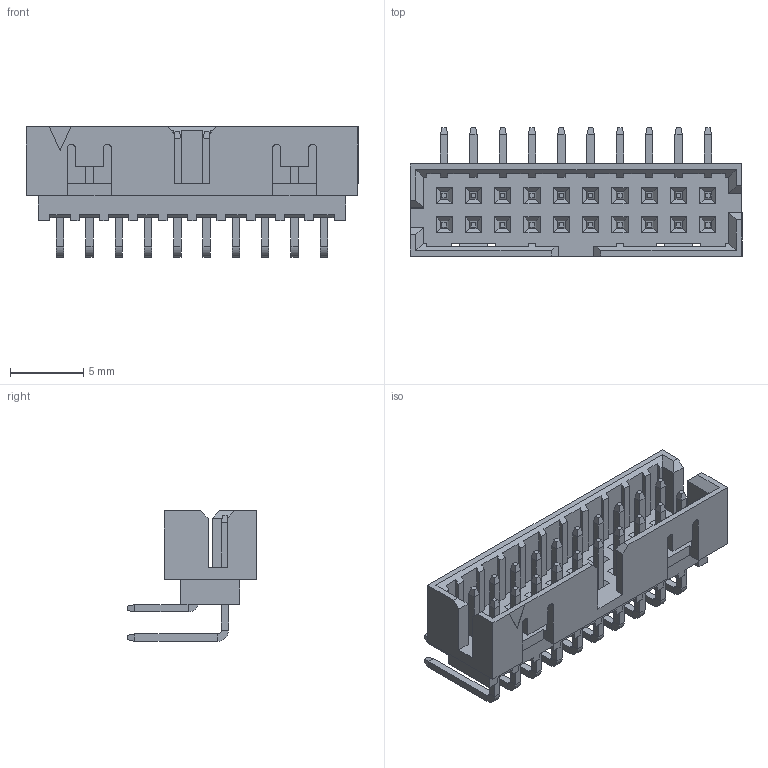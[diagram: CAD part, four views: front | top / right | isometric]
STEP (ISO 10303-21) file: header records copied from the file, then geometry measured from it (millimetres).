
FILE_DESCRIPTION( ('This file contains a STEP AP42 implementation' ,'as created by ZW3D STEP Interface translator.') ,'2;1' );
FILE_NAME( '3121-XXRXXBK00X1.stp' ,'2312 5.114734', (''), ('ZWCAD Software Co.'), 'Version 1.0', 'ZW3D to STEP translator', '' );
FILE_SCHEMA(('AUTOMOTIVE_DESIGN { 1 0 10303 214 1 1 1 1 }'));
Length unit declared in the file: millimetre
Products named in the file (2): 0; 3121-20RXXBK00T1
Bounding box: 22.65 x 8.81 x 8.9 mm (x, y, z)
Volume: 417.9 mm3; surface area: 1278.7 mm2
Topology: 1 solids, 1 shells, 859 faces, 1989 edges, 1149 vertices
Faces by surface type: plane 813, cylinder 44, bspline 2
Entity records: 24448 total; most frequent: CARTESIAN_POINT 4988, ORIENTED_EDGE 3978, DIRECTION 3465, EDGE_CURVE 1989, VECTOR 1573, LINE 1573, VERTEX_POINT 1149, AXIS2_PLACEMENT_3D 946
